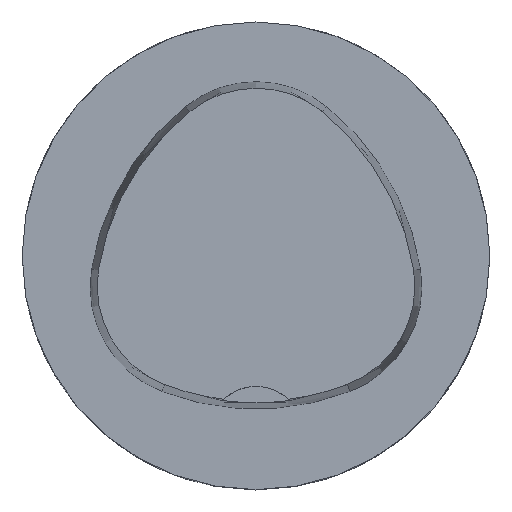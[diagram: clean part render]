
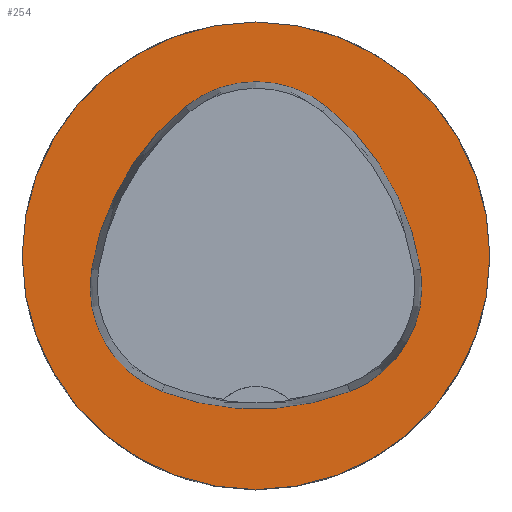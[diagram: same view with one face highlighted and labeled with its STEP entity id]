
A CAD part, top view. The second image highlights one B-rep face of the part: STEP entity #254.
In plain terms, the highlighted planar face has unit normal (0, 0, 1).
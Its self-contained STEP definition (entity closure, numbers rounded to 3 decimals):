
#254=ADVANCED_FACE('',(#523,#524),#317,.T.);
#317=PLANE('',#1517);
#523=FACE_BOUND('',#568,.T.);
#524=FACE_BOUND('',#569,.T.);
#568=EDGE_LOOP('',(#778,#779,#780,#781,#782,#783));
#569=EDGE_LOOP('',(#784));
#778=ORIENTED_EDGE('',*,*,#1224,.T.);
#779=ORIENTED_EDGE('',*,*,#1204,.T.);
#780=ORIENTED_EDGE('',*,*,#1208,.T.);
#781=ORIENTED_EDGE('',*,*,#1211,.T.);
#782=ORIENTED_EDGE('',*,*,#1214,.T.);
#783=ORIENTED_EDGE('',*,*,#1222,.T.);
#784=ORIENTED_EDGE('',*,*,#1195,.F.);
#1057=VERTEX_POINT('',#2299);
#1066=VERTEX_POINT('',#2318);
#1067=VERTEX_POINT('',#2319);
#1070=VERTEX_POINT('',#2327);
#1072=VERTEX_POINT('',#2333);
#1074=VERTEX_POINT('',#2339);
#1081=VERTEX_POINT('',#2360);
#1195=EDGE_CURVE('',#1057,#1057,#1321,.T.);
#1204=EDGE_CURVE('',#1066,#1067,#1322,.T.);
#1208=EDGE_CURVE('',#1067,#1070,#1324,.T.);
#1211=EDGE_CURVE('',#1070,#1072,#1326,.T.);
#1214=EDGE_CURVE('',#1072,#1074,#1328,.T.);
#1222=EDGE_CURVE('',#1074,#1081,#1332,.T.);
#1224=EDGE_CURVE('',#1081,#1066,#1334,.T.);
#1321=CIRCLE('',#1489,25.);
#1322=CIRCLE('',#1495,28.);
#1324=CIRCLE('',#1498,12.);
#1326=CIRCLE('',#1501,28.);
#1328=CIRCLE('',#1504,12.);
#1332=CIRCLE('',#1509,28.);
#1334=CIRCLE('',#1512,12.);
#1489=AXIS2_PLACEMENT_3D('',#2298,#1744,#1745);
#1495=AXIS2_PLACEMENT_3D('',#2317,#1760,#1761);
#1498=AXIS2_PLACEMENT_3D('',#2326,#1768,#1769);
#1501=AXIS2_PLACEMENT_3D('',#2332,#1775,#1776);
#1504=AXIS2_PLACEMENT_3D('',#2338,#1782,#1783);
#1509=AXIS2_PLACEMENT_3D('',#2361,#1794,#1795);
#1512=AXIS2_PLACEMENT_3D('',#2364,#1800,#1801);
#1517=AXIS2_PLACEMENT_3D('',#2369,#1810,#1811);
#1744=DIRECTION('',(0.,0.,-1.));
#1745=DIRECTION('',(-1.,0.,0.));
#1760=DIRECTION('',(0.,0.,-1.));
#1761=DIRECTION('',(-1.,0.,0.));
#1768=DIRECTION('',(0.,0.,-1.));
#1769=DIRECTION('',(-1.,0.,0.));
#1775=DIRECTION('',(0.,0.,-1.));
#1776=DIRECTION('',(-1.,0.,0.));
#1782=DIRECTION('',(0.,0.,-1.));
#1783=DIRECTION('',(-1.,0.,0.));
#1794=DIRECTION('',(0.,0.,-1.));
#1795=DIRECTION('',(-1.,0.,0.));
#1800=DIRECTION('',(0.,0.,-1.));
#1801=DIRECTION('',(-1.,0.,0.));
#1810=DIRECTION('',(0.,0.,1.));
#1811=DIRECTION('',(1.,0.,0.));
#2298=CARTESIAN_POINT('',(0.,0.,
0.));
#2299=CARTESIAN_POINT('',(-25.,0.,0.));
#2317=CARTESIAN_POINT('',(10.068,-5.824,0.));
#2318=CARTESIAN_POINT('',(-17.584,-1.424,0.));
#2319=CARTESIAN_POINT('',(-7.531,15.953,0.));
#2326=CARTESIAN_POINT('',(0.011,6.62,0.));
#2327=CARTESIAN_POINT('',(7.567,15.942,0.));
#2332=CARTESIAN_POINT('',(-10.063,-5.81,0.));
#2333=CARTESIAN_POINT('',(17.59,-1.418,0.));
#2338=CARTESIAN_POINT('',(5.739,-3.3,0.));
#2339=CARTESIAN_POINT('',(10.05,-14.499,0.));
#2360=CARTESIAN_POINT('',(-10.025,-14.516,0.));
#2361=CARTESIAN_POINT('',(-0.01,11.631,0.));
#2364=CARTESIAN_POINT('',(-5.733,-3.31,0.));
#2369=CARTESIAN_POINT('',(0.,0.,
0.));
